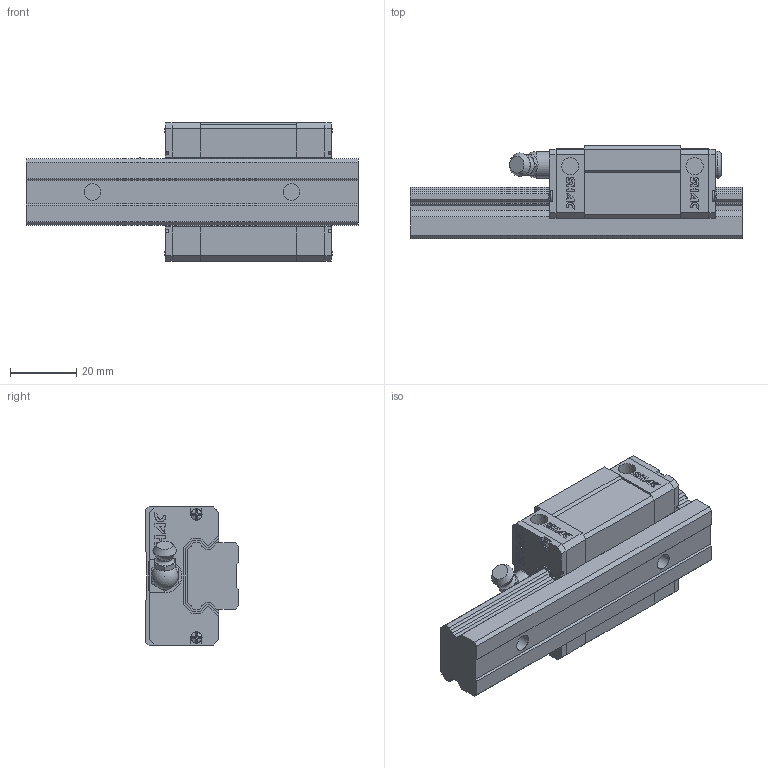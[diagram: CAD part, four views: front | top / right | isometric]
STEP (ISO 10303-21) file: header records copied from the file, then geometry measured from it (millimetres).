
FILE_DESCRIPTION(/* description */ ('STEP AP214'),/* implementation_level */ '2;1');
FILE_NAME(/* name */ 'GEH20SA1T100Z0H-20_20(1_)',/* time_stamp */ '2025-09-03T13:52:11+02:00',/* author */ ('License CC BY-ND 4.0'),/* organization */ ('CADENAS'),/* preprocessor_version */ 'ST-DEVELOPER v19.3',/* originating_system */ 'PARTsolutions',/* authorisation */ ' ');
FILE_SCHEMA (('AUTOMOTIVE_DESIGN {1 0 10303 214 3 1 1}'));
Length unit declared in the file: millimetre
Products named in the file (8): GEH20SA1T100Z0H-20/20(1_); GE20ST100-20/20(2)_RAIL; GEH20SA_slider; GES20_C; GES20_P; GH20_SCREW; GH20_BOLT; GH20-_G
Assembly tree (12 placements, depth 2):
  GEH20SA1T100Z0H-20/20(1_)
    GE20ST100-20/20(2)_RAIL
    GEH20SA_slider
    GES20_C  x2
    GES20_P  x2
    GH20_SCREW  x4
    GH20_BOLT
    GH20-_G
Bounding box: 100 x 28 x 42 mm (x, y, z)
Volume: 63834.1 mm3; surface area: 24217.5 mm2
Topology: 12 solids, 12 shells, 744 faces, 2004 edges, 1326 vertices
Faces by surface type: plane 615, cylinder 97, cone 20, torus 7, sphere 5
Full cylindrical faces by diameter (mm): 2.3 x4, 3.414 x4, 4.134 x2, 4.5 x1, 4.917 x2, 5.2 x4, 6 x2, 6.5 x2, 7.2 x2, 8 x1, 8.2 x1
Entity records: 13715 total; most frequent: CARTESIAN_POINT 2474, ORIENTED_EDGE 2294, DIRECTION 2182, EDGE_CURVE 1147, LINE 964, VECTOR 964, VERTEX_POINT 775, AXIS2_PLACEMENT_3D 609
